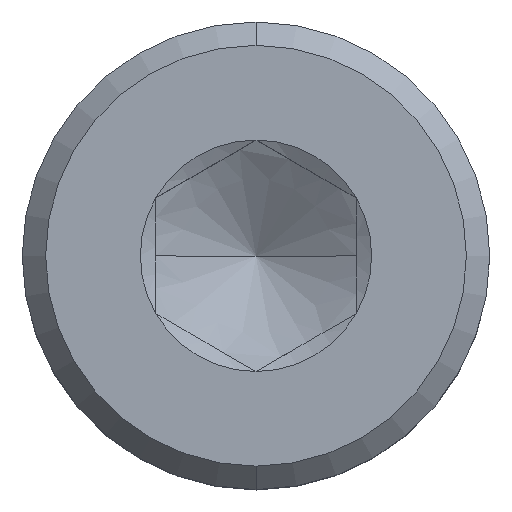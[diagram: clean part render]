
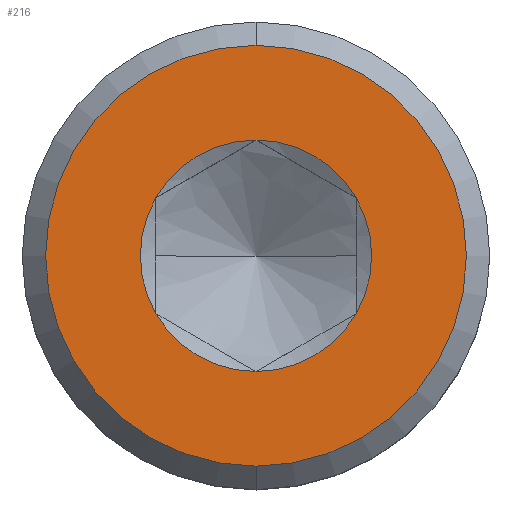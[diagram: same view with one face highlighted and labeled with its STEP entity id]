
A CAD part, top view. The second image highlights one B-rep face of the part: STEP entity #216.
In plain terms, the highlighted planar face has unit normal (0, 0, 1).
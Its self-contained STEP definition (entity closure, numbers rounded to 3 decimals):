
#6 = VERTEX_POINT ( 'NONE', #271 ) ;
#8 = ORIENTED_EDGE ( 'NONE', *, *, #12, .F. ) ;
#9 = VERTEX_POINT ( 'NONE', #270 ) ;
#10 = EDGE_CURVE ( 'NONE', #139, #6, #269, .T. ) ;
#11 = ORIENTED_EDGE ( 'NONE', *, *, #19, .F. ) ;
#12 = EDGE_CURVE ( 'NONE', #9, #20, #264, .T. ) ;
#13 = ORIENTED_EDGE ( 'NONE', *, *, #10, .F. ) ;
#17 = EDGE_CURVE ( 'NONE', #201, #9, #301, .T. ) ;
#19 = EDGE_CURVE ( 'NONE', #20, #139, #296, .T. ) ;
#20 = VERTEX_POINT ( 'NONE', #291 ) ;
#21 = EDGE_LOOP ( 'NONE', ( #220, #225 ) ) ;
#26 = CARTESIAN_POINT ( 'NONE',  ( 1.5, -0.866, 4. ) ) ;
#133 = ORIENTED_EDGE ( 'NONE', *, *, #17, .F. ) ;
#138 = EDGE_CURVE ( 'NONE', #6, #212, #717, .T. ) ;
#139 = VERTEX_POINT ( 'NONE', #26 ) ;
#195 = VERTEX_POINT ( 'NONE', #658 ) ;
#199 = ORIENTED_EDGE ( 'NONE', *, *, #211, .F. ) ;
#201 = VERTEX_POINT ( 'NONE', #668 ) ;
#209 = EDGE_CURVE ( 'NONE', #228, #195, #681, .T. ) ;
#211 = EDGE_CURVE ( 'NONE', #212, #201, #673, .T. ) ;
#212 = VERTEX_POINT ( 'NONE', #666 ) ;
#214 = EDGE_LOOP ( 'NONE', ( #199, #256, #13, #11, #8, #133 ) ) ;
#216 = ADVANCED_FACE ( 'NONE', ( #620, #624 ), #628, .F. ) ;
#220 = ORIENTED_EDGE ( 'NONE', *, *, #221, .T. ) ;
#221 = EDGE_CURVE ( 'NONE', #195, #228, #629, .T. ) ;
#225 = ORIENTED_EDGE ( 'NONE', *, *, #209, .T. ) ;
#228 = VERTEX_POINT ( 'NONE', #639 ) ;
#256 = ORIENTED_EDGE ( 'NONE', *, *, #138, .F. ) ;
#260 = DIRECTION ( 'NONE',  ( 0., 1., 0. ) ) ;
#261 = DIRECTION ( 'NONE',  ( 0., 0., 1. ) ) ;
#262 = CARTESIAN_POINT ( 'NONE',  ( 0., 0., 4. ) ) ;
#263 = AXIS2_PLACEMENT_3D ( 'NONE', #262, #261, #260 ) ;
#264 = CIRCLE ( 'NONE', #263, 1.732 ) ;
#265 = DIRECTION ( 'NONE',  ( 0., 1., 0. ) ) ;
#266 = DIRECTION ( 'NONE',  ( 0., 0., 1. ) ) ;
#267 = CARTESIAN_POINT ( 'NONE',  ( 0., 0., 4. ) ) ;
#268 = AXIS2_PLACEMENT_3D ( 'NONE', #267, #266, #265 ) ;
#269 = CIRCLE ( 'NONE', #268, 1.732 ) ;
#270 = CARTESIAN_POINT ( 'NONE',  ( -1.5, -0.866, 4. ) ) ;
#271 = CARTESIAN_POINT ( 'NONE',  ( 1.5, 0.866, 4. ) ) ;
#291 = CARTESIAN_POINT ( 'NONE',  ( 0., -1.732, 4. ) ) ;
#292 = DIRECTION ( 'NONE',  ( 0., 1., 0. ) ) ;
#293 = DIRECTION ( 'NONE',  ( 0., 0., 1. ) ) ;
#294 = CARTESIAN_POINT ( 'NONE',  ( 0., 0., 4. ) ) ;
#295 = AXIS2_PLACEMENT_3D ( 'NONE', #294, #293, #292 ) ;
#296 = CIRCLE ( 'NONE', #295, 1.732 ) ;
#297 = DIRECTION ( 'NONE',  ( 0., 1., 0. ) ) ;
#298 = DIRECTION ( 'NONE',  ( 0., 0., 1. ) ) ;
#299 = CARTESIAN_POINT ( 'NONE',  ( 0., 0., 4. ) ) ;
#300 = AXIS2_PLACEMENT_3D ( 'NONE', #299, #298, #297 ) ;
#301 = CIRCLE ( 'NONE', #300, 1.732 ) ;
#620 = FACE_OUTER_BOUND ( 'NONE', #21, .T. ) ;
#621 = DIRECTION ( 'NONE',  ( 0., 1., 0. ) ) ;
#622 = CARTESIAN_POINT ( 'NONE',  ( 0., 3.5, 4. ) ) ;
#624 = FACE_BOUND ( 'NONE', #214, .T. ) ;
#625 = DIRECTION ( 'NONE',  ( 0., 0., -1. ) ) ;
#626 = AXIS2_PLACEMENT_3D ( 'NONE', #622, #625, #621 ) ;
#628 = PLANE ( 'NONE',  #626 ) ;
#629 = CIRCLE ( 'NONE', #630, 3.15 ) ;
#630 = AXIS2_PLACEMENT_3D ( 'NONE', #633, #632, #631 ) ;
#631 = DIRECTION ( 'NONE',  ( 0., 1., 0. ) ) ;
#632 = DIRECTION ( 'NONE',  ( 0., 0., 1. ) ) ;
#633 = CARTESIAN_POINT ( 'NONE',  ( 0., 0., 4. ) ) ;
#639 = CARTESIAN_POINT ( 'NONE',  ( 0., -3.15, 4. ) ) ;
#658 = CARTESIAN_POINT ( 'NONE',  ( 0., 3.15, 4. ) ) ;
#662 = DIRECTION ( 'NONE',  ( 0., 1., 0. ) ) ;
#663 = DIRECTION ( 'NONE',  ( 0., 0., 1. ) ) ;
#664 = CARTESIAN_POINT ( 'NONE',  ( 0., 0., 4. ) ) ;
#665 = AXIS2_PLACEMENT_3D ( 'NONE', #664, #663, #662 ) ;
#666 = CARTESIAN_POINT ( 'NONE',  ( 0., 1.732, 4. ) ) ;
#668 = CARTESIAN_POINT ( 'NONE',  ( -1.5, 0.866, 4. ) ) ;
#673 = CIRCLE ( 'NONE', #665, 1.732 ) ;
#677 = DIRECTION ( 'NONE',  ( 0., 1., 0. ) ) ;
#678 = DIRECTION ( 'NONE',  ( 0., 0., 1. ) ) ;
#679 = CARTESIAN_POINT ( 'NONE',  ( 0., 0., 4. ) ) ;
#680 = AXIS2_PLACEMENT_3D ( 'NONE', #679, #678, #677 ) ;
#681 = CIRCLE ( 'NONE', #680, 3.15 ) ;
#704 = DIRECTION ( 'NONE',  ( 0., 0., 1. ) ) ;
#706 = DIRECTION ( 'NONE',  ( 0., 1., 0. ) ) ;
#715 = CARTESIAN_POINT ( 'NONE',  ( 0., 0., 4. ) ) ;
#716 = AXIS2_PLACEMENT_3D ( 'NONE', #715, #704, #706 ) ;
#717 = CIRCLE ( 'NONE', #716, 1.732 ) ;
